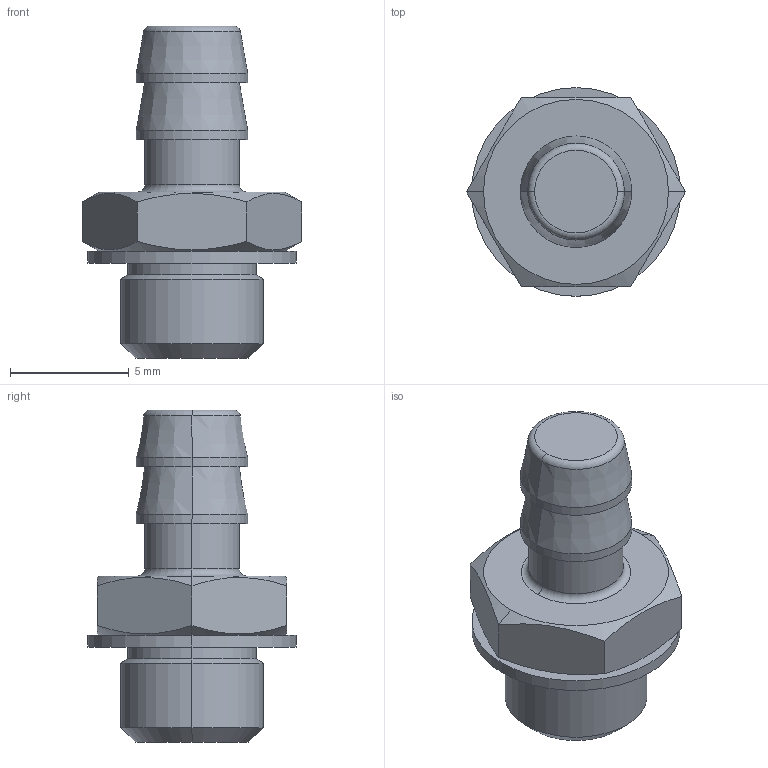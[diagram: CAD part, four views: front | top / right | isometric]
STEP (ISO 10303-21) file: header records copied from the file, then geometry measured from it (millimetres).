
FILE_DESCRIPTION(/* description */ ('AP214 STEP file'),/* implementation_level */ '1');
FILE_NAME(/* name */ 'LC-0640-M6',/* time_stamp */ '2011-08-11T11:22:34+09:00',/* author */ (''),/* organization */ (''),/* preprocessor_version */ '',/* originating_system */ 'Unigraphics',/* authorisation */ '');
FILE_SCHEMA (('AUTOMOTIVE_DESIGN'));
Length unit declared in the file: millimetre
Products named in the file (1): LC-0640-M6
Bounding box: 9.24 x 8.8 x 14 mm (x, y, z)
Volume: 375 mm3; surface area: 389.9 mm2
Topology: 1 solids, 1 shells, 41 faces, 84 edges, 50 vertices
Faces by surface type: plane 13, cylinder 12, cone 12, torus 4
Entity records: 1114 total; most frequent: CARTESIAN_POINT 228, DIRECTION 194, ORIENTED_EDGE 168, EDGE_CURVE 84, AXIS2_PLACEMENT_3D 82, VERTEX_POINT 50, EDGE_LOOP 46, ADVANCED_FACE 41
